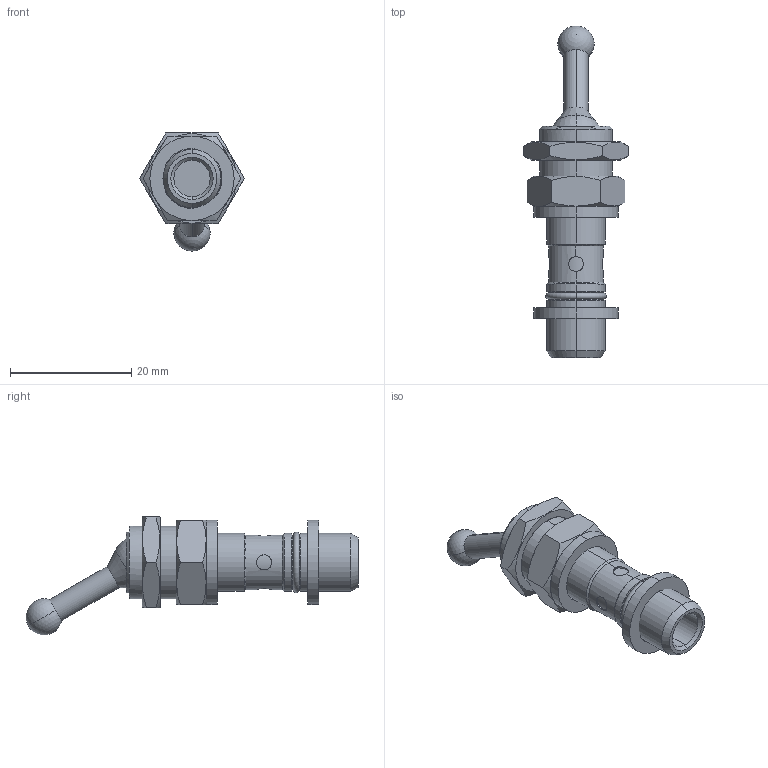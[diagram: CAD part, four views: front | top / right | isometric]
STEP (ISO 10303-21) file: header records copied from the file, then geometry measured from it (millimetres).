
FILE_DESCRIPTION (( 'STEP AP203' ), '1' );
FILE_NAME ('04360001-2.STEP', '2010-09-20T14:51:19', ( '' ), ( 'sopra-pneumatic' ), 'SwSTEP 2.0', 'SolidWorks 2009', '' );
FILE_SCHEMA (( 'CONFIG_CONTROL_DESIGN' ));
Length unit declared in the file: millimetre
Products named in the file (1): 04360001-2
Bounding box: 17.32 x 54.81 x 19.49 mm (x, y, z)
Volume: 4073.6 mm3; surface area: 2705.4 mm2
Topology: 2 solids, 2 shells, 108 faces, 253 edges, 157 vertices
Faces by surface type: cylinder 37, plane 33, cone 28, torus 8, sphere 2
Entity records: 3631 total; most frequent: CARTESIAN_POINT 1164, ORIENTED_EDGE 496, DIRECTION 495, EDGE_CURVE 248, AXIS2_PLACEMENT_3D 203, VERTEX_POINT 154, EDGE_LOOP 120, FACE_OUTER_BOUND 108
